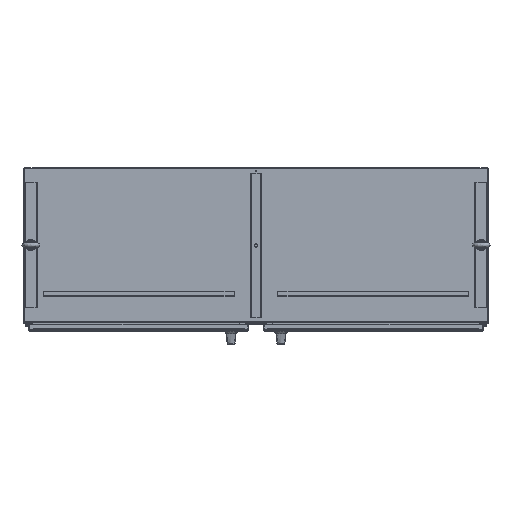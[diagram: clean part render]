
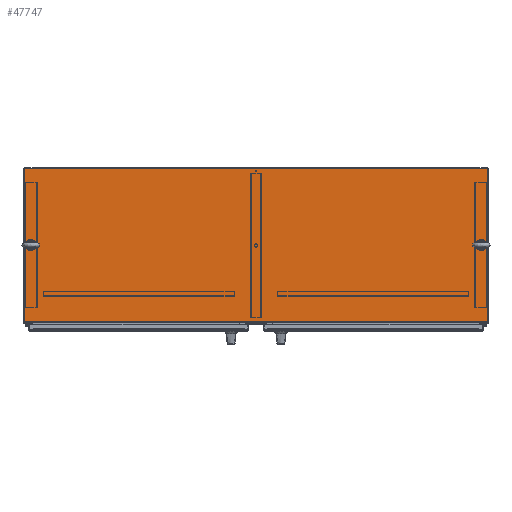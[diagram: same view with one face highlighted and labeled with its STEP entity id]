
A CAD part, top view. The second image highlights one B-rep face of the part: STEP entity #47747.
In plain terms, the highlighted planar face has unit normal (0, 0, 1).
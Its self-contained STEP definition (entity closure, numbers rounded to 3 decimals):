
#1830 = CARTESIAN_POINT ( 'NONE',  ( 35.935, -24.593, 45.03 ) ) ;
#2983 = CARTESIAN_POINT ( 'NONE',  ( 35.935, -0.628, 45.03 ) ) ;
#4782 = DIRECTION ( 'NONE',  ( 0., 0., -1. ) ) ;
#7860 = VECTOR ( 'NONE', #79521, 39.37 ) ;
#8665 = FACE_BOUND ( 'NONE', #106552, .T. ) ;
#10289 = CARTESIAN_POINT ( 'NONE',  ( -35.935, -24.45, 45.03 ) ) ;
#13720 = DIRECTION ( 'NONE',  ( 1., 0., 0. ) ) ;
#14283 = VERTEX_POINT ( 'NONE', #19996 ) ;
#16317 = EDGE_CURVE ( 'NONE', #52929, #61900, #17244, .T. ) ;
#16680 = DIRECTION ( 'NONE',  ( 0., 1., 0. ) ) ;
#17229 = FACE_OUTER_BOUND ( 'NONE', #76724, .T. ) ;
#17244 = LINE ( 'NONE', #1830, #100270 ) ;
#18910 = PLANE ( 'NONE',  #61192 ) ;
#19996 = CARTESIAN_POINT ( 'NONE',  ( -35.935, -0.628, 45.03 ) ) ;
#20719 = EDGE_CURVE ( 'NONE', #96562, #96562, #38265, .T. ) ;
#24156 = CARTESIAN_POINT ( 'NONE',  ( -35.935, -24.45, 45.03 ) ) ;
#24553 = DIRECTION ( 'NONE',  ( -1., 0., 0. ) ) ;
#30618 = EDGE_CURVE ( 'NONE', #61900, #14283, #51801, .T. ) ;
#34804 = DIRECTION ( 'NONE',  ( 1., 0., 0. ) ) ;
#35264 = EDGE_CURVE ( 'NONE', #14283, #39524, #50062, .T. ) ;
#38265 = CIRCLE ( 'NONE', #70943, 0.344 ) ;
#39524 = VERTEX_POINT ( 'NONE', #24156 ) ;
#42673 = CARTESIAN_POINT ( 'NONE',  ( -35.935, -24.593, 45.03 ) ) ;
#45484 = LINE ( 'NONE', #10289, #7860 ) ;
#46108 = CIRCLE ( 'NONE', #104134, 0.344 ) ;
#47747 = ADVANCED_FACE ( 'NONE', ( #94993, #17229, #8665 ), #18910, .T. ) ;
#50062 = LINE ( 'NONE', #42673, #92225 ) ;
#50665 = CARTESIAN_POINT ( 'NONE',  ( -35.935, -0.628, 45.03 ) ) ;
#51801 = LINE ( 'NONE', #50665, #111062 ) ;
#52077 = ORIENTED_EDGE ( 'NONE', *, *, #72560, .T. ) ;
#52929 = VERTEX_POINT ( 'NONE', #110972 ) ;
#52972 = CARTESIAN_POINT ( 'NONE',  ( -35.935, -24.593, 45.03 ) ) ;
#57430 = DIRECTION ( 'NONE',  ( 0., 0., -1. ) ) ;
#57561 = ORIENTED_EDGE ( 'NONE', *, *, #62203, .T. ) ;
#58285 = ORIENTED_EDGE ( 'NONE', *, *, #35264, .T. ) ;
#61192 = AXIS2_PLACEMENT_3D ( 'NONE', #52972, #86456, #34804 ) ;
#61783 = VERTEX_POINT ( 'NONE', #106547 ) ;
#61900 = VERTEX_POINT ( 'NONE', #2983 ) ;
#62203 = EDGE_CURVE ( 'NONE', #39524, #52929, #45484, .T. ) ;
#65871 = ORIENTED_EDGE ( 'NONE', *, *, #20719, .T. ) ;
#67642 = CARTESIAN_POINT ( 'NONE',  ( -34.935, -12.562, 45.03 ) ) ;
#70943 = AXIS2_PLACEMENT_3D ( 'NONE', #72972, #4782, #83122 ) ;
#72560 = EDGE_CURVE ( 'NONE', #61783, #61783, #46108, .T. ) ;
#72972 = CARTESIAN_POINT ( 'NONE',  ( 34.935, -12.562, 45.03 ) ) ;
#73319 = EDGE_LOOP ( 'NONE', ( #52077 ) ) ;
#76724 = EDGE_LOOP ( 'NONE', ( #80059, #108655, #58285, #57561 ) ) ;
#79521 = DIRECTION ( 'NONE',  ( 1., 0., 0. ) ) ;
#80059 = ORIENTED_EDGE ( 'NONE', *, *, #16317, .T. ) ;
#83122 = DIRECTION ( 'NONE',  ( 1., 0., 0. ) ) ;
#86456 = DIRECTION ( 'NONE',  ( 0., 0., 1. ) ) ;
#92225 = VECTOR ( 'NONE', #102817, 39.37 ) ;
#94993 = FACE_BOUND ( 'NONE', #73319, .T. ) ;
#95988 = CARTESIAN_POINT ( 'NONE',  ( 35.279, -12.562, 45.03 ) ) ;
#96562 = VERTEX_POINT ( 'NONE', #95988 ) ;
#100270 = VECTOR ( 'NONE', #16680, 39.37 ) ;
#102817 = DIRECTION ( 'NONE',  ( 0., -1., 0. ) ) ;
#104134 = AXIS2_PLACEMENT_3D ( 'NONE', #67642, #57430, #13720 ) ;
#106547 = CARTESIAN_POINT ( 'NONE',  ( -34.591, -12.562, 45.03 ) ) ;
#106552 = EDGE_LOOP ( 'NONE', ( #65871 ) ) ;
#108655 = ORIENTED_EDGE ( 'NONE', *, *, #30618, .T. ) ;
#110972 = CARTESIAN_POINT ( 'NONE',  ( 35.935, -24.45, 45.03 ) ) ;
#111062 = VECTOR ( 'NONE', #24553, 39.37 ) ;
